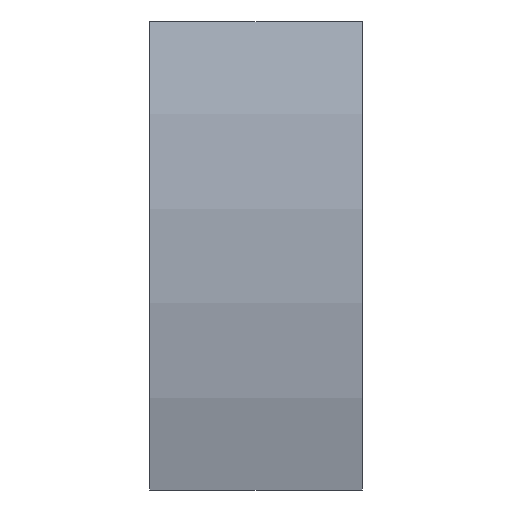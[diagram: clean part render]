
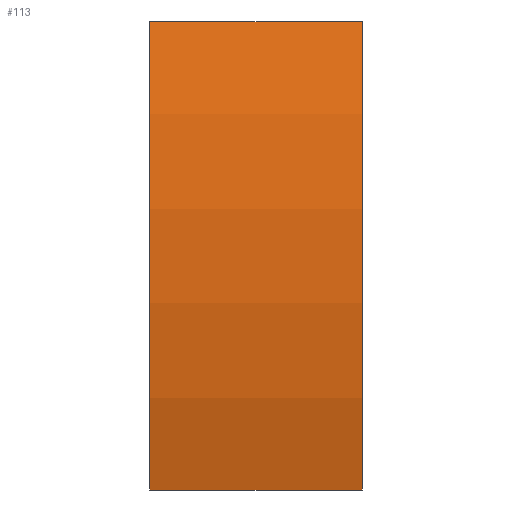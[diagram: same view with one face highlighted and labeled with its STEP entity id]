
A CAD part, left-side view. The second image highlights one B-rep face of the part: STEP entity #113.
In plain terms, the highlighted cylindrical face has radius 115 mm (diameter 230 mm), a partial arc.
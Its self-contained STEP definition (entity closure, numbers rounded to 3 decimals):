
#1 = EDGE_CURVE ( 'NONE', #11, #145, #286, .T. ) ;
#4 = DIRECTION ( 'NONE',  ( 0., -1., 0. ) ) ;
#10 = LINE ( 'NONE', #155, #44 ) ;
#11 = VERTEX_POINT ( 'NONE', #229 ) ;
#44 = VECTOR ( 'NONE', #152, 1000. ) ;
#49 = EDGE_CURVE ( 'NONE', #11, #406, #388, .T. ) ;
#113 = ADVANCED_FACE ( 'NONE', ( #178 ), #423, .T. ) ;
#127 = ORIENTED_EDGE ( 'NONE', *, *, #241, .F. ) ;
#128 = CARTESIAN_POINT ( 'NONE',  ( -43.164, 0., -33. ) ) ;
#132 = VECTOR ( 'NONE', #275, 1000. ) ;
#139 = ORIENTED_EDGE ( 'NONE', *, *, #213, .T. ) ;
#145 = VERTEX_POINT ( 'NONE', #214 ) ;
#152 = DIRECTION ( 'NONE',  ( 0., -1., 0. ) ) ;
#155 = CARTESIAN_POINT ( 'NONE',  ( -43.164, 30., 33. ) ) ;
#165 = ORIENTED_EDGE ( 'NONE', *, *, #1, .F. ) ;
#172 = DIRECTION ( 'NONE',  ( 0., 1., 0. ) ) ;
#178 = FACE_OUTER_BOUND ( 'NONE', #445, .T. ) ;
#184 = DIRECTION ( 'NONE',  ( 0., 0., 1. ) ) ;
#190 = AXIS2_PLACEMENT_3D ( 'NONE', #251, #353, #184 ) ;
#211 = ORIENTED_EDGE ( 'NONE', *, *, #49, .T. ) ;
#213 = EDGE_CURVE ( 'NONE', #406, #322, #222, .T. ) ;
#214 = CARTESIAN_POINT ( 'NONE',  ( -43.164, 30., 33. ) ) ;
#222 = CIRCLE ( 'NONE', #190, 115. ) ;
#229 = CARTESIAN_POINT ( 'NONE',  ( -43.164, 30., -33. ) ) ;
#239 = CARTESIAN_POINT ( 'NONE',  ( 67., 30., 0. ) ) ;
#241 = EDGE_CURVE ( 'NONE', #145, #322, #10, .T. ) ;
#251 = CARTESIAN_POINT ( 'NONE',  ( 67., 0., 0. ) ) ;
#275 = DIRECTION ( 'NONE',  ( 0., -1., 0. ) ) ;
#286 = CIRCLE ( 'NONE', #301, 115. ) ;
#297 = DIRECTION ( 'NONE',  ( 0., 0., 1. ) ) ;
#301 = AXIS2_PLACEMENT_3D ( 'NONE', #308, #172, #297 ) ;
#308 = CARTESIAN_POINT ( 'NONE',  ( 67., 30., 0. ) ) ;
#322 = VERTEX_POINT ( 'NONE', #447 ) ;
#353 = DIRECTION ( 'NONE',  ( 0., 1., 0. ) ) ;
#363 = AXIS2_PLACEMENT_3D ( 'NONE', #239, #4, #378 ) ;
#378 = DIRECTION ( 'NONE',  ( 0., 0., -1. ) ) ;
#381 = CARTESIAN_POINT ( 'NONE',  ( -43.164, 30., -33. ) ) ;
#388 = LINE ( 'NONE', #381, #132 ) ;
#406 = VERTEX_POINT ( 'NONE', #128 ) ;
#423 = CYLINDRICAL_SURFACE ( 'NONE', #363, 115. ) ;
#445 = EDGE_LOOP ( 'NONE', ( #139, #127, #165, #211 ) ) ;
#447 = CARTESIAN_POINT ( 'NONE',  ( -43.164, 0., 33. ) ) ;
